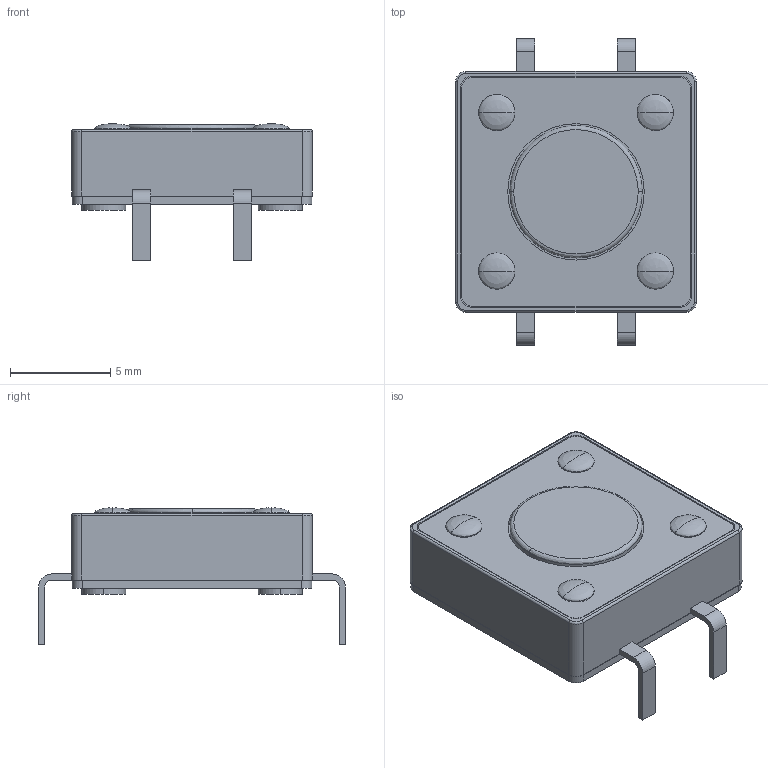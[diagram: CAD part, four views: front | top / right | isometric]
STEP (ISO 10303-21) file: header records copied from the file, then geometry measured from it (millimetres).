
FILE_DESCRIPTION (( 'STEP AP214' ), '1' );
FILE_NAME ('F0F85075-95DF-4B3F-A3A3-FA9FEA13C11E.STEP', '2023-06-06T16:48:09', ( '' ), ( '' ), 'SwSTEP 2.0', 'SolidWorks 2022', '' );
FILE_SCHEMA (( 'AUTOMOTIVE_DESIGN' ));
Length unit declared in the file: millimetre
Products named in the file (1): F0F85075-95DF-4B3F-A3A3-FA9FEA13C11E
Bounding box: 12 x 15.3 x 6.8 mm (x, y, z)
Volume: 548.3 mm3; surface area: 760.9 mm2
Topology: 6 solids, 6 shells, 394 faces, 1077 edges, 708 vertices
Faces by surface type: plane 250, cylinder 130, bspline 14
Entity records: 14417 total; most frequent: CARTESIAN_POINT 3317, ORIENTED_EDGE 2138, DIRECTION 2061, EDGE_CURVE 1069, LINE 791, VECTOR 791, VERTEX_POINT 708, AXIS2_PLACEMENT_3D 635
